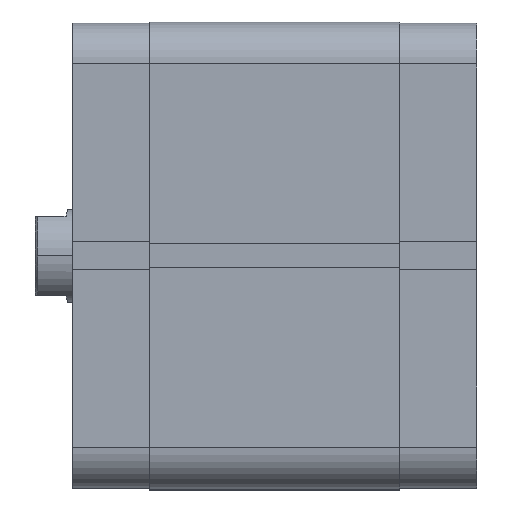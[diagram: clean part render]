
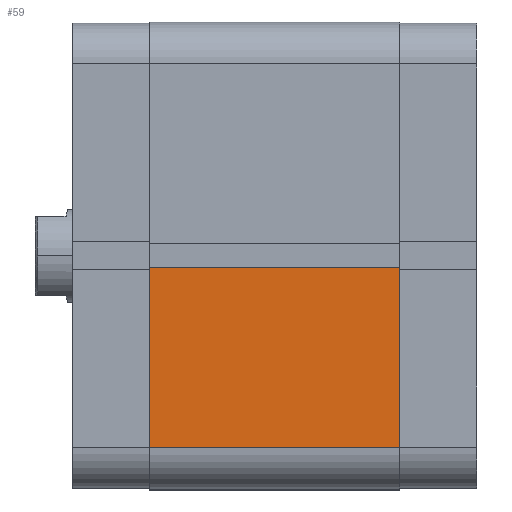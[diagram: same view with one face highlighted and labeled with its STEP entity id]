
A CAD part, top view. The second image highlights one B-rep face of the part: STEP entity #59.
In plain terms, the highlighted face is planar.
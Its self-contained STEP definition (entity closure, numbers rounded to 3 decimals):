
#59 = ADVANCED_FACE ( 'NONE', ( #5975 ), #393, .F. ) ;
#392 = CARTESIAN_POINT ( 'NONE',  ( 2.6, 50., 53.5 ) ) ;
#393 = PLANE ( 'NONE',  #4564 ) ;
#395 = DIRECTION ( 'NONE',  ( 0., -1., 0. ) ) ;
#396 = DIRECTION ( 'NONE',  ( 1., 0., 0. ) ) ;
#1152 = CARTESIAN_POINT ( 'NONE',  ( 41., 50., 0. ) ) ;
#1161 = CARTESIAN_POINT ( 'NONE',  ( 2.6, 50., 0. ) ) ;
#1163 = CARTESIAN_POINT ( 'NONE',  ( 2.6, 50., 53.5 ) ) ;
#1166 = CARTESIAN_POINT ( 'NONE',  ( 41., 50., 53.5 ) ) ;
#1435 = CARTESIAN_POINT ( 'NONE',  ( 41., 50., 53.5 ) ) ;
#1437 = CARTESIAN_POINT ( 'NONE',  ( 2.6, 50., 53.5 ) ) ;
#1438 = DIRECTION ( 'NONE',  ( 0., 0., -1. ) ) ;
#1440 = DIRECTION ( 'NONE',  ( 0., 0., -1. ) ) ;
#2478 = CARTESIAN_POINT ( 'NONE',  ( 2.6, 50., 53.5 ) ) ;
#2479 = DIRECTION ( 'NONE',  ( -1., 0., 0. ) ) ;
#2540 = CARTESIAN_POINT ( 'NONE',  ( 2.6, 50., 0. ) ) ;
#2541 = DIRECTION ( 'NONE',  ( -1., 0., 0. ) ) ;
#3095 = LINE ( 'NONE', #2478, #3112 ) ;
#3112 = VECTOR ( 'NONE', #2479, 1000. ) ;
#3174 = LINE ( 'NONE', #2540, #3175 ) ;
#3175 = VECTOR ( 'NONE', #2541, 1000. ) ;
#3254 = ORIENTED_EDGE ( 'NONE', *, *, #4132, .F. ) ;
#3266 = ORIENTED_EDGE ( 'NONE', *, *, #5523, .F. ) ;
#3268 = ORIENTED_EDGE ( 'NONE', *, *, #5549, .T. ) ;
#3452 = ORIENTED_EDGE ( 'NONE', *, *, #4131, .T. ) ;
#3818 = VERTEX_POINT ( 'NONE', #1152 ) ;
#3827 = VERTEX_POINT ( 'NONE', #1161 ) ;
#3829 = VERTEX_POINT ( 'NONE', #1163 ) ;
#3832 = VERTEX_POINT ( 'NONE', #1166 ) ;
#4131 = EDGE_CURVE ( 'NONE', #3832, #3818, #6395, .T. ) ;
#4132 = EDGE_CURVE ( 'NONE', #3829, #3827, #6397, .T. ) ;
#4564 = AXIS2_PLACEMENT_3D ( 'NONE', #392, #395, #396 ) ;
#5523 = EDGE_CURVE ( 'NONE', #3832, #3829, #3095, .T. ) ;
#5549 = EDGE_CURVE ( 'NONE', #3818, #3827, #3174, .T. ) ;
#5675 = EDGE_LOOP ( 'NONE', ( #3268, #3254, #3266, #3452 ) ) ;
#5975 = FACE_OUTER_BOUND ( 'NONE', #5675, .T. ) ;
#6395 = LINE ( 'NONE', #1435, #6400 ) ;
#6397 = LINE ( 'NONE', #1437, #6402 ) ;
#6400 = VECTOR ( 'NONE', #1438, 1000. ) ;
#6402 = VECTOR ( 'NONE', #1440, 1000. ) ;
